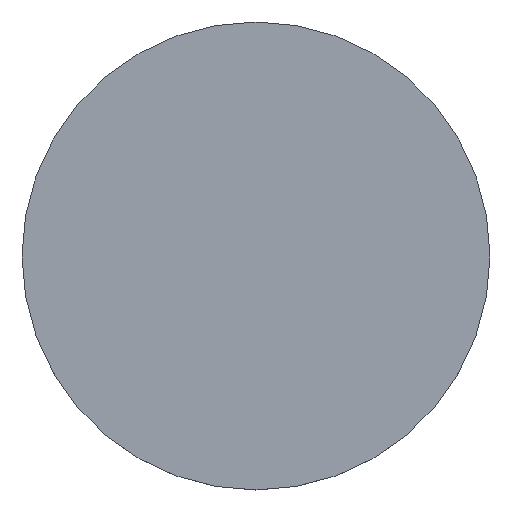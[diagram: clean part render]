
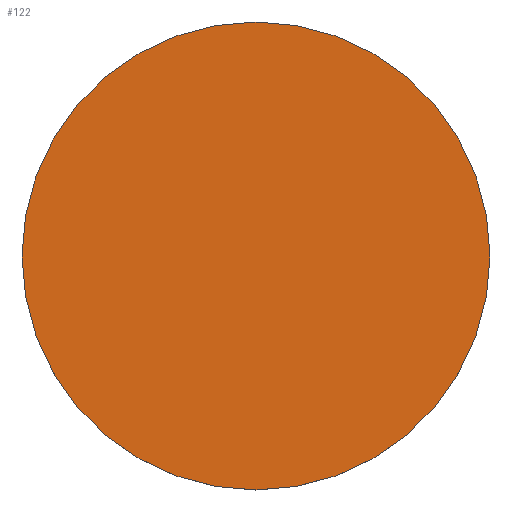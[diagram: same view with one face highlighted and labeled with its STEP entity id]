
A CAD part, top view. The second image highlights one B-rep face of the part: STEP entity #122.
In plain terms, the highlighted planar face has unit normal (0, 0, 1).
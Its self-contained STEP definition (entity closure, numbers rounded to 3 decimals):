
#8 = EDGE_CURVE ( 'NONE', #144, #84, #51, .T. ) ;
#11 = EDGE_CURVE ( 'NONE', #84, #144, #12, .T. ) ;
#12 = CIRCLE ( 'NONE', #35, 12.5 ) ;
#23 = DIRECTION ( 'NONE',  ( 1., 0., 0. ) ) ;
#26 = AXIS2_PLACEMENT_3D ( 'NONE', #88, #129, #23 ) ;
#33 = DIRECTION ( 'NONE',  ( 0., 0., 1. ) ) ;
#35 = AXIS2_PLACEMENT_3D ( 'NONE', #36, #147, #71 ) ;
#36 = CARTESIAN_POINT ( 'NONE',  ( 0., 0., 0.55 ) ) ;
#51 = CIRCLE ( 'NONE', #26, 12.5 ) ;
#57 = DIRECTION ( 'NONE',  ( 1., 0., 0. ) ) ;
#66 = FACE_OUTER_BOUND ( 'NONE', #89, .T. ) ;
#71 = DIRECTION ( 'NONE',  ( 1., 0., 0. ) ) ;
#84 = VERTEX_POINT ( 'NONE', #99 ) ;
#87 = CARTESIAN_POINT ( 'NONE',  ( 0., 0., 0.55 ) ) ;
#88 = CARTESIAN_POINT ( 'NONE',  ( 0., 0., 0.55 ) ) ;
#89 = EDGE_LOOP ( 'NONE', ( #119, #123 ) ) ;
#99 = CARTESIAN_POINT ( 'NONE',  ( 12.5, 0., 0.55 ) ) ;
#101 = CARTESIAN_POINT ( 'NONE',  ( -12.5, 0., 0.55 ) ) ;
#119 = ORIENTED_EDGE ( 'NONE', *, *, #8, .T. ) ;
#122 = ADVANCED_FACE ( 'NONE', ( #66 ), #162, .T. ) ;
#123 = ORIENTED_EDGE ( 'NONE', *, *, #11, .T. ) ;
#129 = DIRECTION ( 'NONE',  ( 0., 0., 1. ) ) ;
#144 = VERTEX_POINT ( 'NONE', #101 ) ;
#147 = DIRECTION ( 'NONE',  ( 0., 0., 1. ) ) ;
#148 = AXIS2_PLACEMENT_3D ( 'NONE', #87, #33, #57 ) ;
#162 = PLANE ( 'NONE',  #148 ) ;
